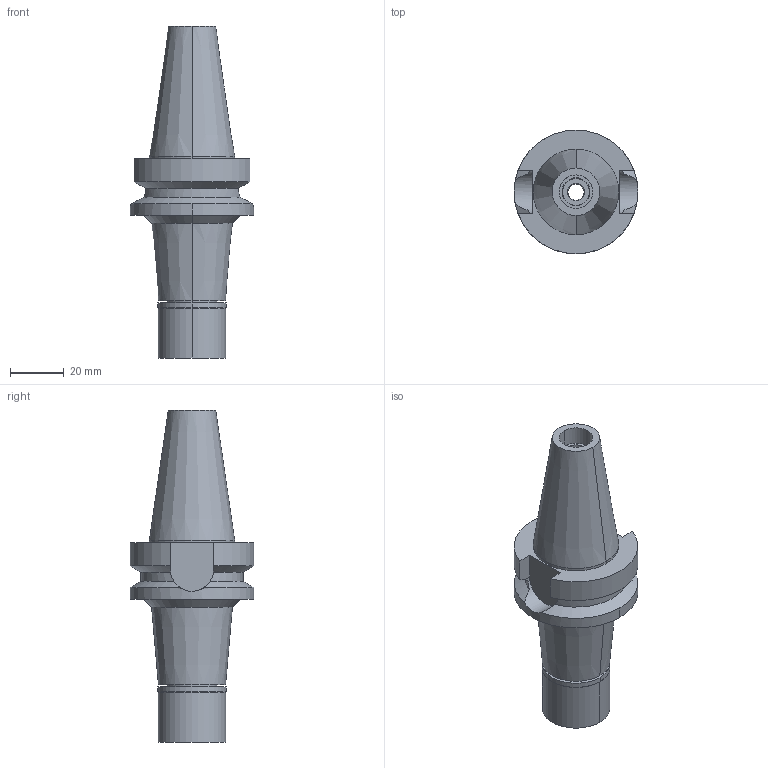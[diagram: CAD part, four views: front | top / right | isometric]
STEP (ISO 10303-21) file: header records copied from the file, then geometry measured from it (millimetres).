
FILE_DESCRIPTION((''),'2;1');
FILE_NAME('BBT30ME06075-060_ASM','2018-05-23T',('ykawabe'),(''),'CREO PARAMETRIC BY PTC INC, 2016380','CREO PARAMETRIC BY PTC INC, 2016380','');
FILE_SCHEMA(('AUTOMOTIVE_DESIGN { 1 0 10303 214 1 1 1 1 }'));
Length unit declared in the file: millimetre
Products named in the file (5): BBT30-MEGA6E-75_1; MEC6-6AA_1; MEN6_1; DXF_TEMP_ASSY_ASM_4_ASM; BBT30ME06075-060_ASM
Assembly tree (4 placements, depth 3):
  BBT30ME06075-060_ASM
    DXF_TEMP_ASSY_ASM_4_ASM
      BBT30-MEGA6E-75_1
      MEC6-6AA_1
      MEN6_1
Bounding box: 46 x 46 x 123.4 mm (x, y, z)
Volume: 76530.3 mm3; surface area: 22123 mm2
Topology: 3 solids, 3 shells, 110 faces, 247 edges, 155 vertices
Faces by surface type: cylinder 52, cone 34, plane 24
Entity records: 4825 total; most frequent: CARTESIAN_POINT 629, DIRECTION 628, ORIENTED_EDGE 494, AXIS2_PLACEMENT_3D 267, PRESENTATION_STYLE_ASSIGNMENT 255, STYLED_ITEM 255, CURVE_STYLE 252, EDGE_CURVE 247
